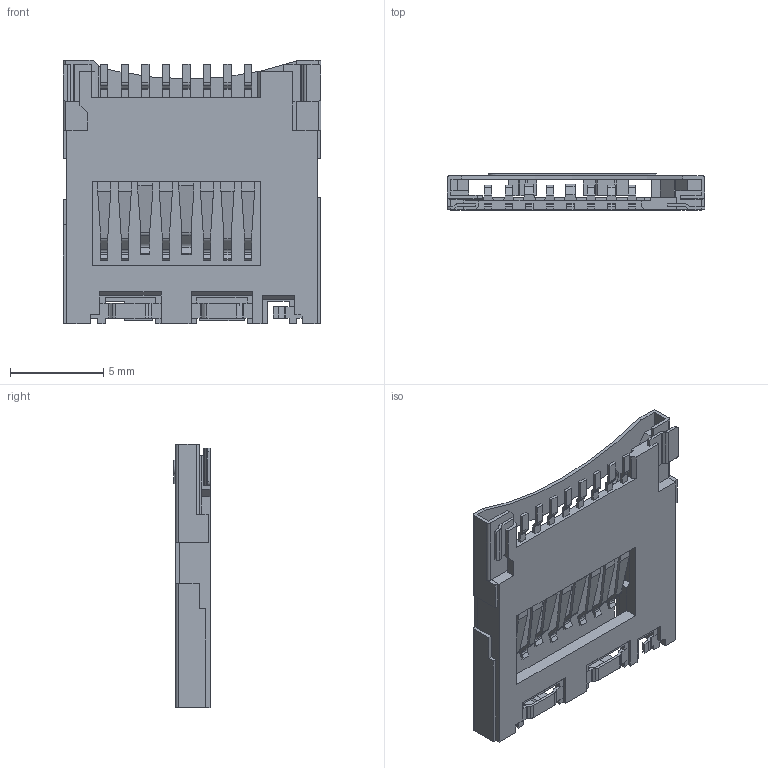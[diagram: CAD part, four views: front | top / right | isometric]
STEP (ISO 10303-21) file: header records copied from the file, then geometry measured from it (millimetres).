
FILE_DESCRIPTION (( 'STEP AP214' ), '1' );
FILE_NAME ('Hirose DM3CS-SF.STEP', '2016-11-12T00:55:14', ( '' ), ( '' ), 'SwSTEP 2.0', 'SolidWorks 2016', '' );
FILE_SCHEMA (( 'AUTOMOTIVE_DESIGN' ));
Length unit declared in the file: millimetre
Products named in the file (1): Hirose DM3CS-SF
Bounding box: 13.8 x 1.93 x 14.1 mm (x, y, z)
Volume: 141.8 mm3; surface area: 747.6 mm2
Topology: 1 solids, 1 shells, 534 faces, 1534 edges, 1012 vertices
Faces by surface type: plane 414, cylinder 118, bspline 2
Entity records: 21221 total; most frequent: CARTESIAN_POINT 3373, ORIENTED_EDGE 3068, DIRECTION 2758, EDGE_CURVE 1534, VECTOR 1218, LINE 1218, VERTEX_POINT 1012, AXIS2_PLACEMENT_3D 770
